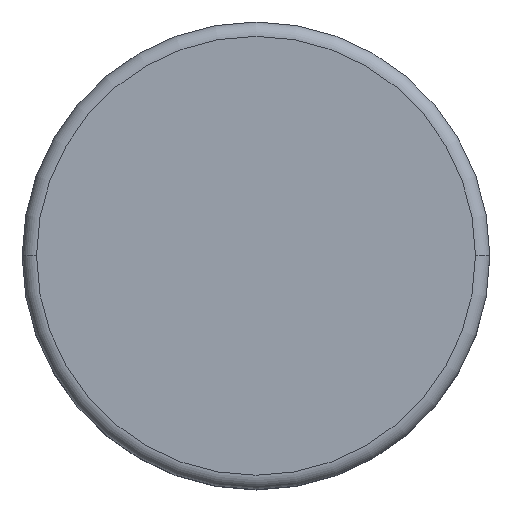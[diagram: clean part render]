
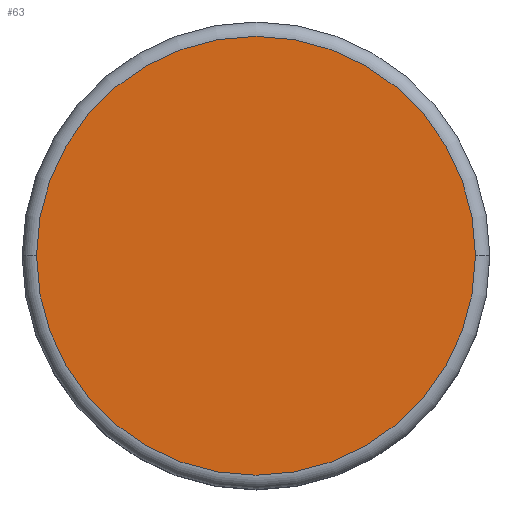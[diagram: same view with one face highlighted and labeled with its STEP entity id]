
A CAD part, top view. The second image highlights one B-rep face of the part: STEP entity #63.
In plain terms, the highlighted planar face has unit normal (0, 0, 1).
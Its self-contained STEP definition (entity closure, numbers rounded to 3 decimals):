
#26 = EDGE_CURVE ( 'NONE', #177, #194, #404, .T. ) ;
#56 = ORIENTED_EDGE ( 'NONE', *, *, #26, .F. ) ;
#63 = ADVANCED_FACE ( 'NONE', ( #389 ), #556, .F. ) ;
#71 = EDGE_LOOP ( 'NONE', ( #56, #264 ) ) ;
#177 = VERTEX_POINT ( 'NONE', #679 ) ;
#194 = VERTEX_POINT ( 'NONE', #670 ) ;
#225 = EDGE_CURVE ( 'NONE', #194, #177, #855, .T. ) ;
#264 = ORIENTED_EDGE ( 'NONE', *, *, #225, .F. ) ;
#373 = DIRECTION ( 'NONE',  ( -1., 0., 0. ) ) ;
#374 = DIRECTION ( 'NONE',  ( 0., 0., -1. ) ) ;
#375 = CARTESIAN_POINT ( 'NONE',  ( 0., 0., 27.5 ) ) ;
#376 = AXIS2_PLACEMENT_3D ( 'NONE', #375, #374, #373 ) ;
#389 = FACE_OUTER_BOUND ( 'NONE', #71, .T. ) ;
#404 = CIRCLE ( 'NONE', #376, 6.1 ) ;
#501 = DIRECTION ( 'NONE',  ( -1., 0., 0. ) ) ;
#502 = DIRECTION ( 'NONE',  ( 0., 0., -1. ) ) ;
#554 = CARTESIAN_POINT ( 'NONE',  ( 6.1, 0., 27.5 ) ) ;
#555 = AXIS2_PLACEMENT_3D ( 'NONE', #554, #502, #501 ) ;
#556 = PLANE ( 'NONE',  #555 ) ;
#670 = CARTESIAN_POINT ( 'NONE',  ( 6.1, 0., 27.5 ) ) ;
#679 = CARTESIAN_POINT ( 'NONE',  ( -6.1, 0., 27.5 ) ) ;
#839 = DIRECTION ( 'NONE',  ( -1., 0., 0. ) ) ;
#840 = DIRECTION ( 'NONE',  ( 0., 0., -1. ) ) ;
#841 = CARTESIAN_POINT ( 'NONE',  ( 0., 0., 27.5 ) ) ;
#854 = AXIS2_PLACEMENT_3D ( 'NONE', #841, #840, #839 ) ;
#855 = CIRCLE ( 'NONE', #854, 6.1 ) ;
